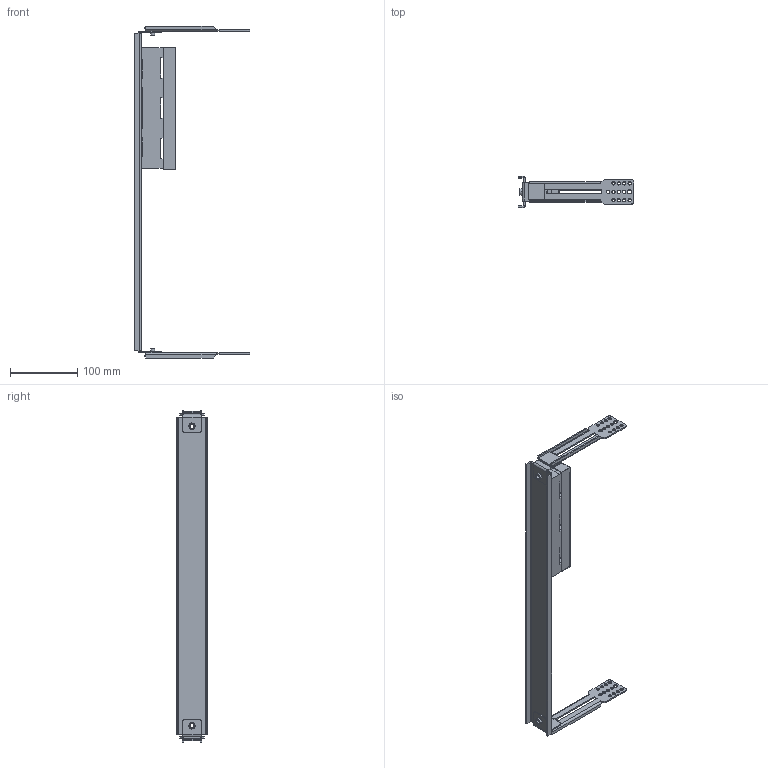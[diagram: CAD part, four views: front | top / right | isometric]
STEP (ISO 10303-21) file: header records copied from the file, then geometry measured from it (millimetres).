
FILE_DESCRIPTION((''),'2;1');
FILE_NAME('001341880_LG_T6_A_EPLAN_ASM','2023-03-08T13:38:23',('klemen.sitar'),('Audax d.o.o.'),'CREO PARAMETRIC BY PTC INC, 2021304','CREO PARAMETRIC BY PTC INC, 2021304','');
FILE_SCHEMA(('AP242_MANAGED_MODEL_BASED_3D_ENGINEERING_MIM_LF { 1 0 10303 442 1 1 4 }'));
Length unit declared in the file: millimetre
Products named in the file (13): OPEN_CASCADE_STEP_TRANSLAT-28_2; OPEN_CASCADE_STEP_TRANSLATOR-_4_ASM; P1_ASM; 33675_L_SST-UNTERTEIL_3-POLIG_2; 67481_EJOT-PT-SCHRAUBE_1_1_1_2_; PRT8782_1_1_1; G1430001_L_SAMMELSCHIENENTRAE_2_ASM; OPEN_CASCADE_STEP_TRANSLATOR_17; PRT0003_1; OPEN_CASCADE_STEP_TRANSLAT-2617; ASM0001_ASM_1_1_ASM; 001341201_LG_V6R_B_ASM; 001341880_LG_T6_A_EPLAN_ASM
Assembly tree (16 placements, depth 4):
  001341880_LG_T6_A_EPLAN_ASM
    P1_ASM
      OPEN_CASCADE_STEP_TRANSLATOR-_4_ASM
        OPEN_CASCADE_STEP_TRANSLAT-28_2
    G1430001_L_SAMMELSCHIENENTRAE_2_ASM
      33675_L_SST-UNTERTEIL_3-POLIG_2
      67481_EJOT-PT-SCHRAUBE_1_1_1_2_  x4
      PRT8782_1_1_1
    001341201_LG_V6R_B_ASM  x2
      ASM0001_ASM_1_1_ASM
        OPEN_CASCADE_STEP_TRANSLATOR_17
        PRT0003_1
        OPEN_CASCADE_STEP_TRANSLAT-2617
Bounding box: 171.86 x 46.18 x 494.6 mm (x, y, z)
Volume: 193744.2 mm3; surface area: 146601.4 mm2
Topology: 13 solids, 13 shells, 1161 faces, 2849 edges, 1750 vertices
Faces by surface type: plane 801, cylinder 218, torus 98, cone 32, sphere 12
Entity records: 25714 total; most frequent: CARTESIAN_POINT 3662, DIRECTION 3335, ORIENTED_EDGE 3194, PRESENTATION_STYLE_ASSIGNMENT 1604, STYLED_ITEM 1604, CURVE_STYLE 1597, EDGE_CURVE 1597, AXIS2_PLACEMENT_3D 1134
